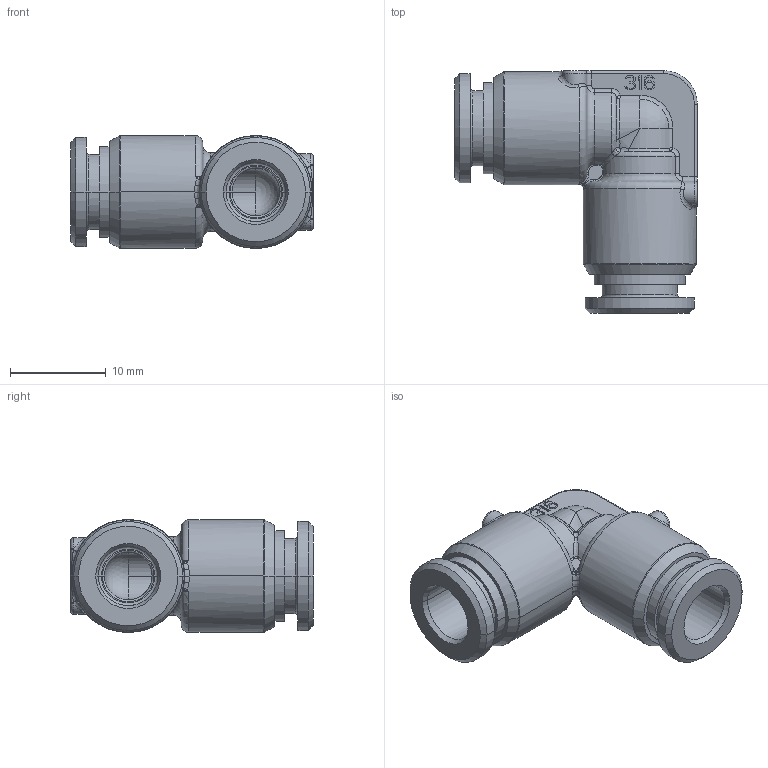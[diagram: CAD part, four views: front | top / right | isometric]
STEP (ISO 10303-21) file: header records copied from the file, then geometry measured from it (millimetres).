
FILE_DESCRIPTION((''),'2;1');
FILE_NAME('mxm.28.06.06',(''),('sopra-pneumatic'),'PRO/ENGINEER BY PARAMETRIC TECHNOLOGY CORPORATION, 2014200','PRO/ENGINEER BY PARAMETRIC TECHNOLOGY CORPORATION, 2014200','');
FILE_SCHEMA(('CONFIG_CONTROL_DESIGN'));
Length unit declared in the file: millimetre
Products named in the file (1): 384405B_955X4M-6FF
Bounding box: 25.35 x 25.35 x 11.8 mm (x, y, z)
Volume: 2269 mm3; surface area: 2670.6 mm2
Topology: 1 solids, 1 shells, 364 faces, 908 edges, 557 vertices
Faces by surface type: plane 152, cylinder 73, bspline 64, torus 50, cone 20, sphere 5
Entity records: 14194 total; most frequent: CARTESIAN_POINT 5822, ORIENTED_EDGE 1814, DIRECTION 1640, EDGE_CURVE 907, AXIS2_PLACEMENT_3D 575, VERTEX_POINT 557, VECTOR 490, LINE 490
